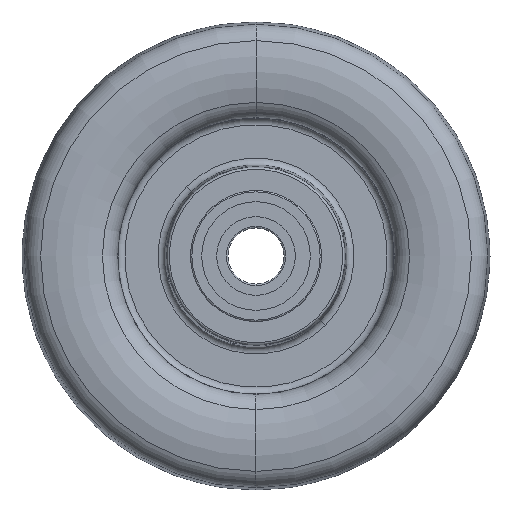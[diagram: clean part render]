
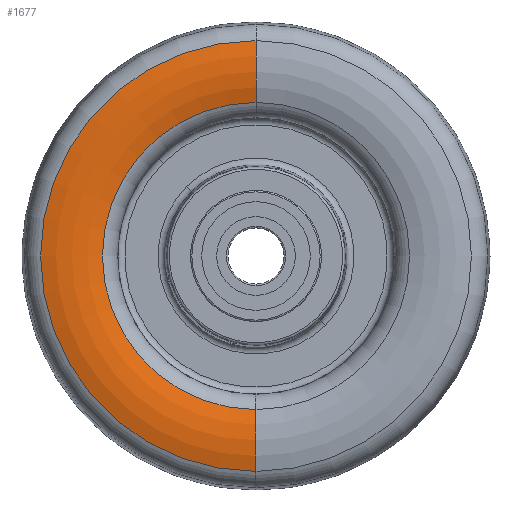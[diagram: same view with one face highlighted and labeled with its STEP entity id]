
A CAD part, left-side view. The second image highlights one B-rep face of the part: STEP entity #1677.
In plain terms, the highlighted toroidal (fillet/blend) face has major radius 40.004 mm and minor radius 20 mm.
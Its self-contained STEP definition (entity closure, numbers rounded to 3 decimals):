
#72 = EDGE_LOOP ( 'NONE', ( #831, #2725, #3005, #690 ) ) ;
#252 = CIRCLE ( 'NONE', #1096, 20. ) ;
#339 = DIRECTION ( 'NONE',  ( 0., 0., 1. ) ) ;
#430 = CIRCLE ( 'NONE', #3745, 20. ) ;
#600 = DIRECTION ( 'NONE',  ( 0., 1., 0. ) ) ;
#654 = DIRECTION ( 'NONE',  ( -1., 0., 0. ) ) ;
#690 = ORIENTED_EDGE ( 'NONE', *, *, #1199, .F. ) ;
#731 = AXIS2_PLACEMENT_3D ( 'NONE', #3569, #2417, #2743 ) ;
#738 = DIRECTION ( 'NONE',  ( 0., 0., -1. ) ) ;
#831 = ORIENTED_EDGE ( 'NONE', *, *, #939, .T. ) ;
#876 = CARTESIAN_POINT ( 'NONE',  ( -16.163, 0., -32.814 ) ) ;
#878 = CARTESIAN_POINT ( 'NONE',  ( -16.163, 0., 32.814 ) ) ;
#939 = EDGE_CURVE ( 'NONE', #1291, #2863, #1007, .T. ) ;
#998 = DIRECTION ( 'NONE',  ( 0., 0., 1. ) ) ;
#1007 = CIRCLE ( 'NONE', #1665, 46.021 ) ;
#1088 = AXIS2_PLACEMENT_3D ( 'NONE', #1825, #654, #1805 ) ;
#1096 = AXIS2_PLACEMENT_3D ( 'NONE', #2350, #600, #339 ) ;
#1111 = CARTESIAN_POINT ( 'NONE',  ( -16.574, 0., 46.021 ) ) ;
#1199 = EDGE_CURVE ( 'NONE', #1291, #3068, #430, .T. ) ;
#1291 = VERTEX_POINT ( 'NONE', #1111 ) ;
#1309 = CARTESIAN_POINT ( 'NONE',  ( -16.574, 0., 0. ) ) ;
#1504 = CARTESIAN_POINT ( 'NONE',  ( -16.574, 0., -46.021 ) ) ;
#1600 = DIRECTION ( 'NONE',  ( -1., 0., 0. ) ) ;
#1665 = AXIS2_PLACEMENT_3D ( 'NONE', #1309, #1600, #998 ) ;
#1677 = ADVANCED_FACE ( 'NONE', ( #3229 ), #2430, .T. ) ;
#1770 = EDGE_CURVE ( 'NONE', #3068, #2321, #2898, .T. ) ;
#1805 = DIRECTION ( 'NONE',  ( 0., 0., 1. ) ) ;
#1825 = CARTESIAN_POINT ( 'NONE',  ( 2.5, 0., 0. ) ) ;
#1855 = CARTESIAN_POINT ( 'NONE',  ( 2.5, 0., 40.004 ) ) ;
#2067 = EDGE_CURVE ( 'NONE', #2863, #2321, #252, .T. ) ;
#2321 = VERTEX_POINT ( 'NONE', #876 ) ;
#2350 = CARTESIAN_POINT ( 'NONE',  ( 2.5, 0., -40.004 ) ) ;
#2417 = DIRECTION ( 'NONE',  ( -1., 0., 0. ) ) ;
#2430 = TOROIDAL_SURFACE ( 'NONE', #1088, 40.004, 20. ) ;
#2725 = ORIENTED_EDGE ( 'NONE', *, *, #2067, .T. ) ;
#2743 = DIRECTION ( 'NONE',  ( 0., 0., 1. ) ) ;
#2863 = VERTEX_POINT ( 'NONE', #1504 ) ;
#2898 = CIRCLE ( 'NONE', #731, 32.814 ) ;
#3005 = ORIENTED_EDGE ( 'NONE', *, *, #1770, .F. ) ;
#3011 = DIRECTION ( 'NONE',  ( 0., -1., 0. ) ) ;
#3068 = VERTEX_POINT ( 'NONE', #878 ) ;
#3229 = FACE_OUTER_BOUND ( 'NONE', #72, .T. ) ;
#3569 = CARTESIAN_POINT ( 'NONE',  ( -16.163, 0., 0. ) ) ;
#3745 = AXIS2_PLACEMENT_3D ( 'NONE', #1855, #3011, #738 ) ;
